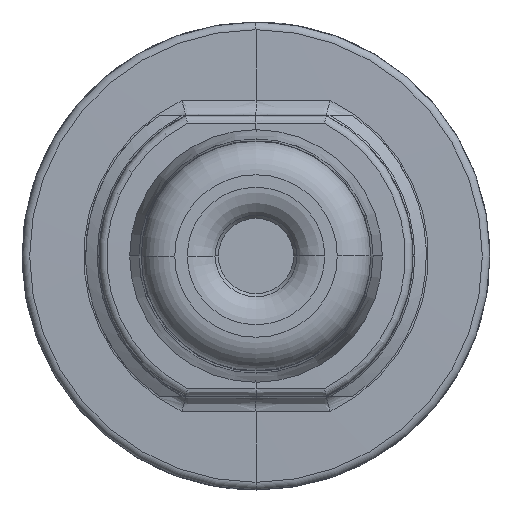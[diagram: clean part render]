
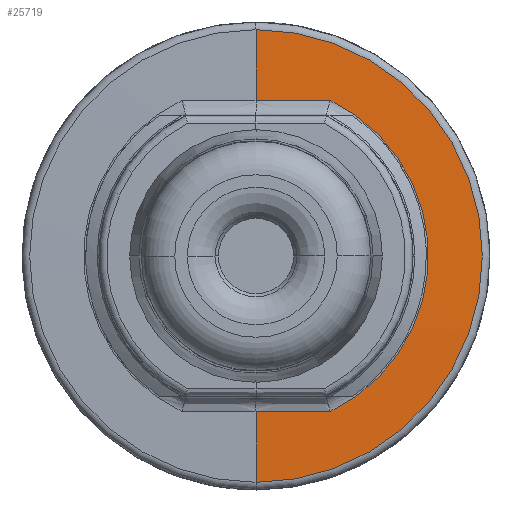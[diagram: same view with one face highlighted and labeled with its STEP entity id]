
A CAD part, front view. The second image highlights one B-rep face of the part: STEP entity #25719.
In plain terms, the highlighted conical face has half-angle 89 degrees and reference radius 12.246 mm.
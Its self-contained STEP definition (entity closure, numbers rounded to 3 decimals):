
#16489=CARTESIAN_POINT('',(4.737,7.431,9.984));
#18572=CARTESIAN_POINT('',(0.,7.491,0.));
#18573=DIRECTION('',(0.,1.,0.));
#18574=DIRECTION('',(0.,0.,1.));
#18575=AXIS2_PLACEMENT_3D('',#18572,#18573,#18574);
#18577=DIRECTION('',(0.,-0.017,1.));
#18578=VECTOR('',#18577,4.527);
#18579=CARTESIAN_POINT('',(0.,7.491,-14.509));
#18580=LINE('',#18579,#18578);
#18581=CARTESIAN_POINT('',(4.737,7.431,
-9.984));
#18582=CARTESIAN_POINT('',(4.4,7.429,
-9.984));
#18583=CARTESIAN_POINT('',(3.693,7.424,
-9.984));
#18584=CARTESIAN_POINT('',(2.512,7.417,
-9.983));
#18585=CARTESIAN_POINT('',(1.248,7.413,
-9.983));
#18586=CARTESIAN_POINT('',(0.423,7.412,
-9.983));
#18587=CARTESIAN_POINT('',(0.,7.412,-9.983));
#18589=CARTESIAN_POINT('',(0.,7.431,0.));
#18590=DIRECTION('',(0.,1.,0.));
#18591=DIRECTION('',(0.429,0.,0.903));
#18592=AXIS2_PLACEMENT_3D('',#18589,#18590,#18591);
#18594=CARTESIAN_POINT('',(0.,7.412,9.983));
#18595=CARTESIAN_POINT('',(0.42,7.412,
9.983));
#18596=CARTESIAN_POINT('',(1.241,7.413,9.983));
#18597=CARTESIAN_POINT('',(2.502,7.417,9.983));
#18598=CARTESIAN_POINT('',(3.686,7.424,9.984));
#18599=CARTESIAN_POINT('',(4.398,7.429,9.984));
#18600=CARTESIAN_POINT('',(4.737,7.431,9.984));
#18602=DIRECTION('',(0.,-0.017,-1.));
#18603=VECTOR('',#18602,4.527);
#18604=CARTESIAN_POINT('',(0.,7.491,14.509));
#18605=LINE('',#18604,#18603);
#18617=CARTESIAN_POINT('',(0.,7.412,9.983));
#18624=CARTESIAN_POINT('',(0.,7.412,-9.983));
#22041=CARTESIAN_POINT('',(4.737,7.431,
-9.984));
#22592=VERTEX_POINT('',#16489);
#22942=VERTEX_POINT('',#22041);
#23058=VERTEX_POINT('',#18617);
#23061=VERTEX_POINT('',#18624);
#23066=CARTESIAN_POINT('',(0.,7.491,14.509));
#23067=CARTESIAN_POINT('',(0.,7.491,-14.509));
#23068=VERTEX_POINT('',#23066);
#23069=VERTEX_POINT('',#23067);
#25703=CARTESIAN_POINT('',(0.,7.452,0.));
#25704=DIRECTION('',(0.,1.,0.));
#25705=DIRECTION('',(0.,0.,-1.));
#25706=AXIS2_PLACEMENT_3D('',#25703,#25704,#25705);
#25707=CONICAL_SURFACE('',#25706,12.246,89.);
#25708=ORIENTED_EDGE('',*,*,#25685,.T.);
#25710=ORIENTED_EDGE('',*,*,#25709,.T.);
#25712=ORIENTED_EDGE('',*,*,#25711,.F.);
#25713=ORIENTED_EDGE('',*,*,#23121,.F.);
#25714=ORIENTED_EDGE('',*,*,#23163,.F.);
#25716=ORIENTED_EDGE('',*,*,#25715,.F.);
#25717=EDGE_LOOP('',(#25708,#25710,#25712,#25713,#25714,#25716));
#25718=FACE_OUTER_BOUND('',#25717,.F.);
#25719=ADVANCED_FACE('',(#25718),#25707,.T.);
#18576=CIRCLE('',#18575,14.509);
#18588=B_SPLINE_CURVE_WITH_KNOTS('',3,(#18581,#18582,#18583,#18584,#18585,
#18586,#18587),.UNSPECIFIED.,.F.,.F.,(4,1,1,1,4),(0.,0.25,0.5,0.75,
1.),.UNSPECIFIED.);
#18593=CIRCLE('',#18592,11.051);
#18601=B_SPLINE_CURVE_WITH_KNOTS('',3,(#18594,#18595,#18596,#18597,#18598,
#18599,#18600),.UNSPECIFIED.,.F.,.F.,(4,1,1,1,4),(0.,0.25,0.5,0.75,
1.),.UNSPECIFIED.);
#23121=EDGE_CURVE('',#22592,#22942,#18593,.T.);
#23163=EDGE_CURVE('',#23058,#22592,#18601,.T.);
#25685=EDGE_CURVE('',#23068,#23069,#18576,.T.);
#25709=EDGE_CURVE('',#23069,#23061,#18580,.T.);
#25711=EDGE_CURVE('',#22942,#23061,#18588,.T.);
#25715=EDGE_CURVE('',#23068,#23058,#18605,.T.);
